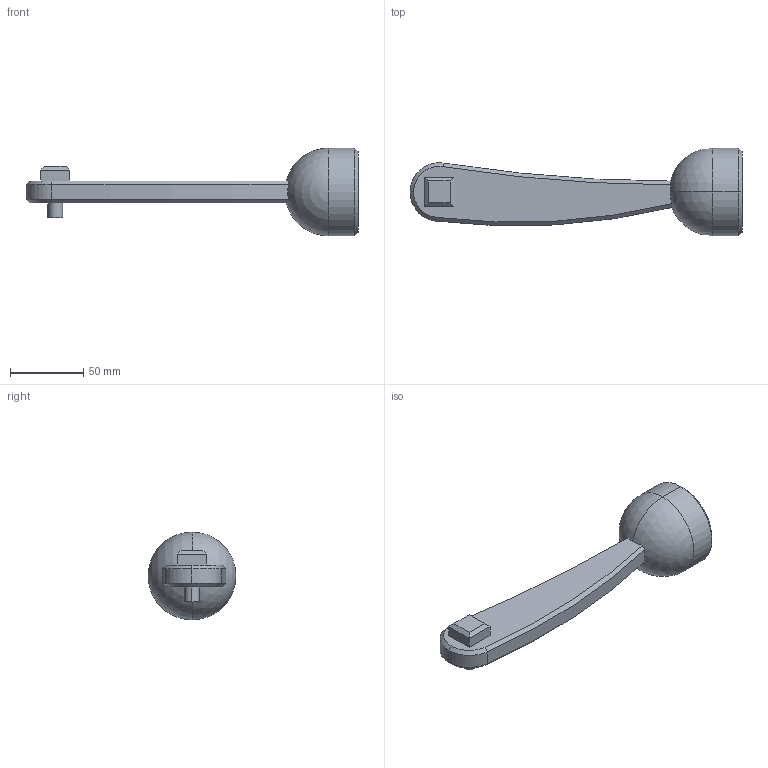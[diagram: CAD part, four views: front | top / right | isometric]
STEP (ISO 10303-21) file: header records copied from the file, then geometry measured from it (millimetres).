
FILE_DESCRIPTION (( 'STEP AP203' ), '1' );
FILE_NAME ('Part_2_Arm_2_Default_sldprt.STEP', '2024-02-10T01:51:00', ( '' ), ( '' ), 'SwSTEP 2.0', 'SolidWorks 2023', '' );
FILE_SCHEMA (( 'CONFIG_CONTROL_DESIGN' ));
Length unit declared in the file: millimetre
Products named in the file (1): Part_2_Arm_2_Default_sldprt
Bounding box: 226.91 x 60 x 60 mm (x, y, z)
Volume: 151026.5 mm3; surface area: 32109.1 mm2
Topology: 1 solids, 1 shells, 36 faces, 87 edges, 52 vertices
Faces by surface type: plane 13, cone 11, cylinder 8, sphere 4
Entity records: 1073 total; most frequent: CARTESIAN_POINT 184, DIRECTION 184, ORIENTED_EDGE 158, EDGE_CURVE 79, AXIS2_PLACEMENT_3D 74, VERTEX_POINT 48, EDGE_LOOP 39, CIRCLE 37
